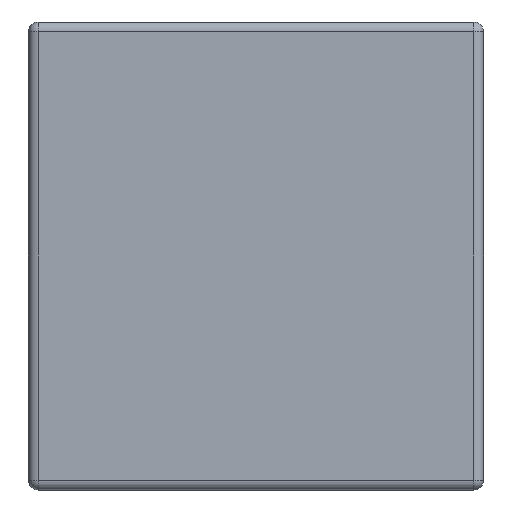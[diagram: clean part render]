
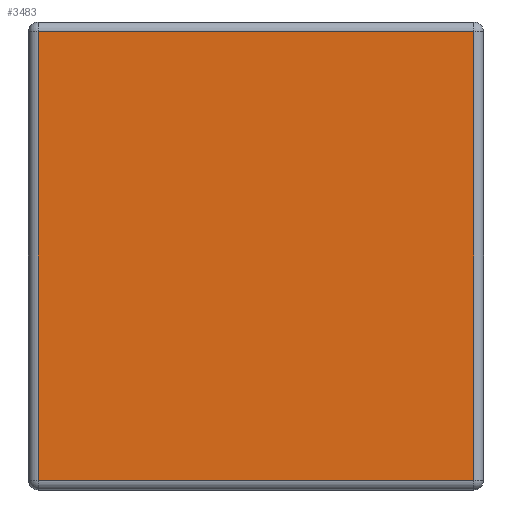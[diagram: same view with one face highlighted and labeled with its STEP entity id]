
A CAD part, left-side view. The second image highlights one B-rep face of the part: STEP entity #3483.
In plain terms, the highlighted planar face has unit normal (-1, 0, 0).
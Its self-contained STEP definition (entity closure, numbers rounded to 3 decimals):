
#47 = DIRECTION ( 'NONE',  ( 0., 0., 1. ) ) ;
#81 = AXIS2_PLACEMENT_3D ( 'NONE', #136, #2925, #2599 ) ;
#136 = CARTESIAN_POINT ( 'NONE',  ( 0., 0., 0. ) ) ;
#437 = LINE ( 'NONE', #3663, #2541 ) ;
#489 = CARTESIAN_POINT ( 'NONE',  ( 0., 1.713, -0.037 ) ) ;
#715 = ORIENTED_EDGE ( 'NONE', *, *, #3138, .T. ) ;
#718 = LINE ( 'NONE', #1785, #3830 ) ;
#774 = ORIENTED_EDGE ( 'NONE', *, *, #4139, .T. ) ;
#942 = CARTESIAN_POINT ( 'NONE',  ( 0., 0.037, -0.037 ) ) ;
#1290 = EDGE_LOOP ( 'NONE', ( #3522, #715, #774, #4161 ) ) ;
#1433 = VECTOR ( 'NONE', #3337, 1000. ) ;
#1785 = CARTESIAN_POINT ( 'NONE',  ( 0., 0.037, 0. ) ) ;
#1842 = LINE ( 'NONE', #2587, #4539 ) ;
#1859 = DIRECTION ( 'NONE',  ( 0., -1., 0. ) ) ;
#2269 = EDGE_CURVE ( 'NONE', #4613, #2414, #437, .T. ) ;
#2283 = DIRECTION ( 'NONE',  ( 0., 1., 0. ) ) ;
#2414 = VERTEX_POINT ( 'NONE', #4513 ) ;
#2484 = CARTESIAN_POINT ( 'NONE',  ( 0., 1.713, -1.763 ) ) ;
#2541 = VECTOR ( 'NONE', #1859, 1000. ) ;
#2587 = CARTESIAN_POINT ( 'NONE',  ( 0., 1.75, -0.037 ) ) ;
#2599 = DIRECTION ( 'NONE',  ( 0., 0., 1. ) ) ;
#2713 = VERTEX_POINT ( 'NONE', #942 ) ;
#2925 = DIRECTION ( 'NONE',  ( -1., 0., 0. ) ) ;
#2933 = LINE ( 'NONE', #4353, #1433 ) ;
#3138 = EDGE_CURVE ( 'NONE', #2414, #2713, #718, .T. ) ;
#3299 = FACE_OUTER_BOUND ( 'NONE', #1290, .T. ) ;
#3337 = DIRECTION ( 'NONE',  ( 0., 0., -1. ) ) ;
#3483 = ADVANCED_FACE ( 'NONE', ( #3299 ), #4412, .T. ) ;
#3522 = ORIENTED_EDGE ( 'NONE', *, *, #2269, .T. ) ;
#3663 = CARTESIAN_POINT ( 'NONE',  ( 0., 0., -1.763 ) ) ;
#3830 = VECTOR ( 'NONE', #47, 1000. ) ;
#4065 = VERTEX_POINT ( 'NONE', #489 ) ;
#4093 = EDGE_CURVE ( 'NONE', #4065, #4613, #2933, .T. ) ;
#4139 = EDGE_CURVE ( 'NONE', #2713, #4065, #1842, .T. ) ;
#4161 = ORIENTED_EDGE ( 'NONE', *, *, #4093, .T. ) ;
#4353 = CARTESIAN_POINT ( 'NONE',  ( 0., 1.713, -1.8 ) ) ;
#4412 = PLANE ( 'NONE',  #81 ) ;
#4513 = CARTESIAN_POINT ( 'NONE',  ( 0., 0.037, -1.763 ) ) ;
#4539 = VECTOR ( 'NONE', #2283, 1000. ) ;
#4613 = VERTEX_POINT ( 'NONE', #2484 ) ;
